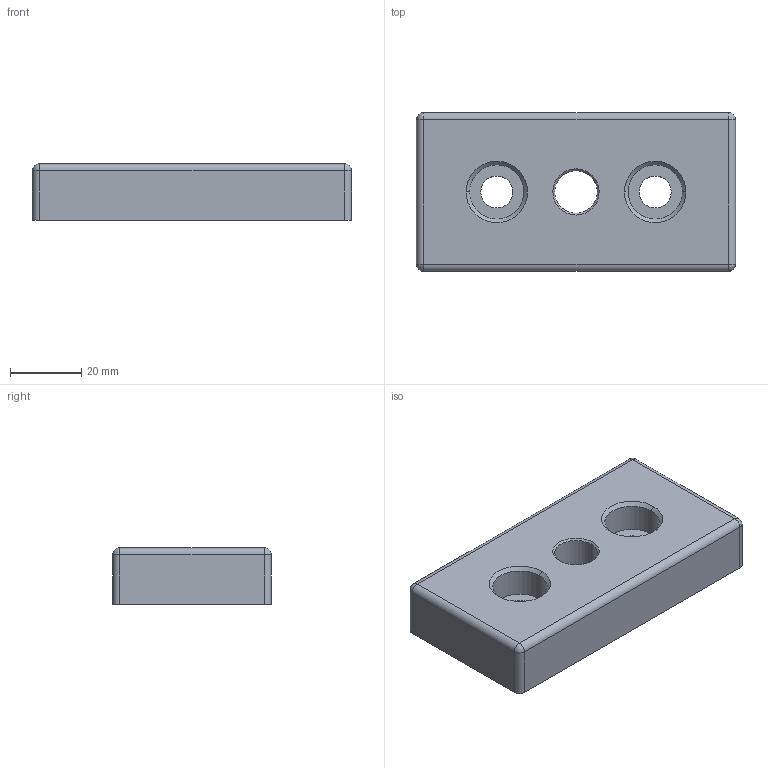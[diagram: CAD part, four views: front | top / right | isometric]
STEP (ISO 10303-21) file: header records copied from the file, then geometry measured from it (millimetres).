
FILE_DESCRIPTION (( 'STEP AP214' ), '1' );
FILE_NAME ('T27 Àäàïòåð 45õ90_D (Àëþì) äëÿ îïîðû Ì14.STEP', '2019-04-26T12:02:08', ( 'Windows User' ), ( '' ), 'SwSTEP 2.0', 'SolidWorks 2018', '' );
FILE_SCHEMA (( 'AUTOMOTIVE_DESIGN' ));
Length unit declared in the file: millimetre
Products named in the file (1): T27 Àäàïòåð 45õ90_D (Àëþì) äëÿ îïîðû Ì14
Bounding box: 89.8 x 44.7 x 16 mm (x, y, z)
Volume: 42530.5 mm3; surface area: 18630.4 mm2
Topology: 1 solids, 1 shells, 118 faces, 278 edges, 176 vertices
Faces by surface type: plane 54, cylinder 52, cone 8, sphere 4
Entity records: 3438 total; most frequent: DIRECTION 624, CARTESIAN_POINT 569, ORIENTED_EDGE 548, EDGE_CURVE 274, AXIS2_PLACEMENT_3D 231, VERTEX_POINT 176, VECTOR 162, LINE 162
